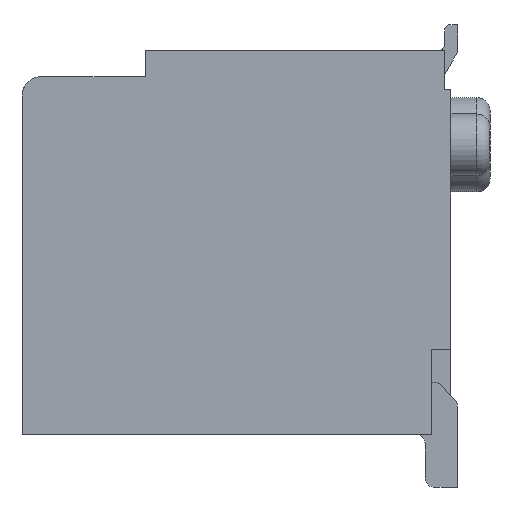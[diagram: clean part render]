
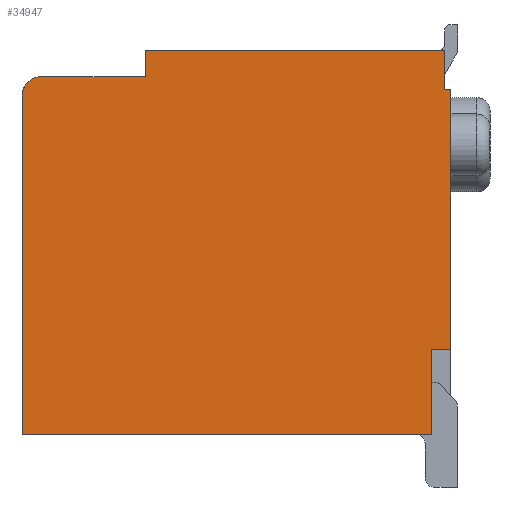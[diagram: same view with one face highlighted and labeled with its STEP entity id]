
A CAD part, left-side view. The second image highlights one B-rep face of the part: STEP entity #34947.
In plain terms, the highlighted planar face has unit normal (-1, 0, 0).
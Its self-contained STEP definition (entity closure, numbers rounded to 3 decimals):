
#1509=DIRECTION('',(0.,0.,1.));
#1510=VECTOR('',#1509,0.6);
#1511=CARTESIAN_POINT('',(-10.381,-2.048,
3.25));
#1512=LINE('',#1511,#1510);
#9535=DIRECTION('',(0.,-1.,0.));
#9536=VECTOR('',#9535,6.3);
#9537=CARTESIAN_POINT('',(-10.381,4.452,
-2.05));
#9538=LINE('',#9537,#9536);
#11000=DIRECTION('',(0.,0.,1.));
#11001=VECTOR('',#11000,5.2);
#11002=CARTESIAN_POINT('',(-10.381,4.452,
-2.05));
#11003=LINE('',#11002,#11001);
#11004=CARTESIAN_POINT('',(-10.381,4.152,
3.15));
#11005=DIRECTION('',(1.,0.,0.));
#11006=DIRECTION('',(0.,1.,0.));
#11007=AXIS2_PLACEMENT_3D('',#11004,#11005,#11006);
#11009=DIRECTION('',(0.,-1.,0.));
#11010=VECTOR('',#11009,4.6);
#11011=CARTESIAN_POINT('',(-10.381,2.552,
3.85));
#11012=LINE('',#11011,#11010);
#11025=DIRECTION('',(0.,0.,1.));
#11026=VECTOR('',#11025,1.3);
#11027=CARTESIAN_POINT('',(-10.381,-1.848,
-2.05));
#11028=LINE('',#11027,#11026);
#11153=DIRECTION('',(0.,-1.,0.));
#11154=VECTOR('',#11153,0.3);
#11155=CARTESIAN_POINT('',(-10.381,-1.848,
-0.75));
#11156=LINE('',#11155,#11154);
#11161=DIRECTION('',(0.,0.,1.));
#11162=VECTOR('',#11161,4.);
#11163=CARTESIAN_POINT('',(-10.381,-2.148,
-0.75));
#11164=LINE('',#11163,#11162);
#11215=DIRECTION('',(0.,1.,0.));
#11216=VECTOR('',#11215,0.1);
#11217=CARTESIAN_POINT('',(-10.381,-2.148,
3.25));
#11218=LINE('',#11217,#11216);
#11292=DIRECTION('',(0.,0.,-1.));
#11293=VECTOR('',#11292,0.4);
#11294=CARTESIAN_POINT('',(-10.381,2.552,
3.85));
#11295=LINE('',#11294,#11293);
#11309=DIRECTION('',(0.,1.,0.));
#11310=VECTOR('',#11309,1.6);
#11311=CARTESIAN_POINT('',(-10.381,2.552,
3.45));
#11312=LINE('',#11311,#11310);
#16871=CARTESIAN_POINT('',(-10.381,2.552,
3.85));
#16872=CARTESIAN_POINT('',(-10.381,-2.048,
3.85));
#16873=VERTEX_POINT('',#16871);
#16874=VERTEX_POINT('',#16872);
#16990=CARTESIAN_POINT('',(-10.381,4.452,
-2.05));
#16991=CARTESIAN_POINT('',(-10.381,4.452,
3.15));
#16992=VERTEX_POINT('',#16990);
#16993=VERTEX_POINT('',#16991);
#17027=CARTESIAN_POINT('',(-10.381,-1.848,
-2.05));
#17028=CARTESIAN_POINT('',(-10.381,-1.848,
-0.75));
#17029=VERTEX_POINT('',#17027);
#17030=VERTEX_POINT('',#17028);
#17031=CARTESIAN_POINT('',(-10.381,4.152,
3.45));
#17032=VERTEX_POINT('',#17031);
#17033=CARTESIAN_POINT('',(-10.381,2.552,
3.45));
#17034=VERTEX_POINT('',#17033);
#17035=CARTESIAN_POINT('',(-10.381,-2.048,
3.25));
#17036=VERTEX_POINT('',#17035);
#17037=CARTESIAN_POINT('',(-10.381,-2.148,
3.25));
#17038=VERTEX_POINT('',#17037);
#17039=CARTESIAN_POINT('',(-10.381,-2.148,
-0.75));
#17040=VERTEX_POINT('',#17039);
#34922=CARTESIAN_POINT('',(-10.381,1.152,
0.9));
#34923=DIRECTION('',(1.,0.,0.));
#34924=DIRECTION('',(0.,0.,-1.));
#34925=AXIS2_PLACEMENT_3D('',#34922,#34923,#34924);
#34926=PLANE('',#34925);
#34928=ORIENTED_EDGE('',*,*,#34927,.F.);
#34929=ORIENTED_EDGE('',*,*,#33057,.F.);
#34930=ORIENTED_EDGE('',*,*,#34875,.T.);
#34932=ORIENTED_EDGE('',*,*,#34931,.T.);
#34934=ORIENTED_EDGE('',*,*,#34933,.F.);
#34936=ORIENTED_EDGE('',*,*,#34935,.F.);
#34937=ORIENTED_EDGE('',*,*,#22288,.T.);
#34938=ORIENTED_EDGE('',*,*,#22981,.F.);
#34940=ORIENTED_EDGE('',*,*,#34939,.F.);
#34942=ORIENTED_EDGE('',*,*,#34941,.F.);
#34944=ORIENTED_EDGE('',*,*,#34943,.F.);
#34945=EDGE_LOOP('',(#34928,#34929,#34930,#34932,#34934,#34936,#34937,#34938,
#34940,#34942,#34944));
#34946=FACE_OUTER_BOUND('',#34945,.F.);
#11008=CIRCLE('',#11007,0.3);
#22288=EDGE_CURVE('',#16873,#16874,#11012,.T.);
#22981=EDGE_CURVE('',#17036,#16874,#1512,.T.);
#33057=EDGE_CURVE('',#16992,#17029,#9538,.T.);
#34875=EDGE_CURVE('',#16992,#16993,#11003,.T.);
#34927=EDGE_CURVE('',#17029,#17030,#11028,.T.);
#34931=EDGE_CURVE('',#16993,#17032,#11008,.T.);
#34933=EDGE_CURVE('',#17034,#17032,#11312,.T.);
#34935=EDGE_CURVE('',#16873,#17034,#11295,.T.);
#34939=EDGE_CURVE('',#17038,#17036,#11218,.T.);
#34941=EDGE_CURVE('',#17040,#17038,#11164,.T.);
#34943=EDGE_CURVE('',#17030,#17040,#11156,.T.);
#34947=ADVANCED_FACE('',(#34946),#34926,.F.);
